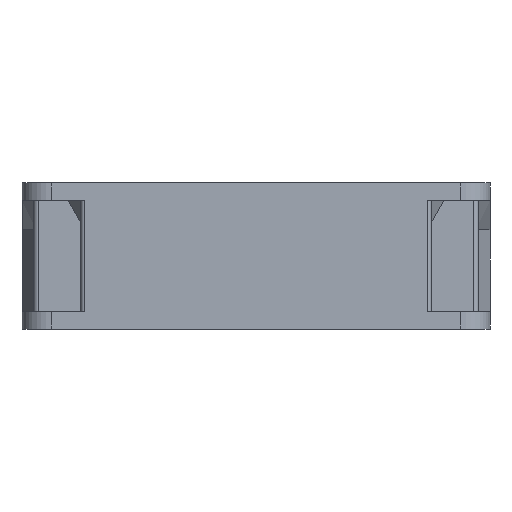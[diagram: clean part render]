
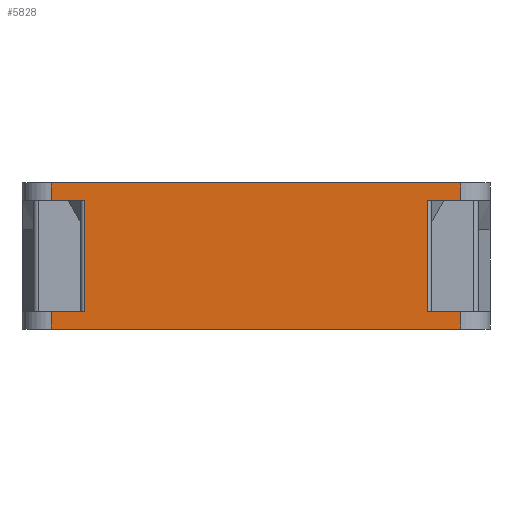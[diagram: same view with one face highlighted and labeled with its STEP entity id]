
A CAD part, left-side view. The second image highlights one B-rep face of the part: STEP entity #5828.
In plain terms, the highlighted planar face has unit normal (-1, 0, 0).
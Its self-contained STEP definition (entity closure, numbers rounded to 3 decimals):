
#441=PLANE('',#6317);
#615=FACE_OUTER_BOUND('',#950,.T.);
#950=EDGE_LOOP('',(#4050,#4051,#4052,#4053,#4054,#4055,#4056,#4057,#4058,
#4059,#4060,#4061));
#1356=LINE('',#8709,#1697);
#1357=LINE('',#8716,#1698);
#1358=LINE('',#8719,#1699);
#1359=LINE('',#8721,#1700);
#1360=LINE('',#8722,#1701);
#1361=LINE('',#8724,#1702);
#1362=LINE('',#8726,#1703);
#1363=LINE('',#8728,#1704);
#1364=LINE('',#8730,#1705);
#1365=LINE('',#8732,#1706);
#1366=LINE('',#8734,#1707);
#1367=LINE('',#8735,#1708);
#1697=VECTOR('',#7078,1000.);
#1698=VECTOR('',#7087,1000.);
#1699=VECTOR('',#7090,1000.);
#1700=VECTOR('',#7091,1000.);
#1701=VECTOR('',#7092,1000.);
#1702=VECTOR('',#7093,1000.);
#1703=VECTOR('',#7094,1000.);
#1704=VECTOR('',#7095,1000.);
#1705=VECTOR('',#7096,1000.);
#1706=VECTOR('',#7097,1000.);
#1707=VECTOR('',#7098,1000.);
#1708=VECTOR('',#7099,1000.);
#2446=VERTEX_POINT('',#8706);
#2447=VERTEX_POINT('',#8708);
#2448=VERTEX_POINT('',#8712);
#2449=VERTEX_POINT('',#8714);
#2450=VERTEX_POINT('',#8718);
#2451=VERTEX_POINT('',#8720);
#2452=VERTEX_POINT('',#8723);
#2453=VERTEX_POINT('',#8725);
#2454=VERTEX_POINT('',#8727);
#2455=VERTEX_POINT('',#8729);
#2456=VERTEX_POINT('',#8731);
#2457=VERTEX_POINT('',#8733);
#3083=EDGE_CURVE('',#2447,#2446,#1356,.T.);
#3087=EDGE_CURVE('',#2448,#2449,#1357,.T.);
#3088=EDGE_CURVE('',#2450,#2446,#1358,.T.);
#3089=EDGE_CURVE('',#2450,#2451,#1359,.T.);
#3090=EDGE_CURVE('',#2448,#2451,#1360,.T.);
#3091=EDGE_CURVE('',#2449,#2452,#1361,.T.);
#3092=EDGE_CURVE('',#2453,#2452,#1362,.T.);
#3093=EDGE_CURVE('',#2454,#2453,#1363,.T.);
#3094=EDGE_CURVE('',#2454,#2455,#1364,.T.);
#3095=EDGE_CURVE('',#2456,#2455,#1365,.T.);
#3096=EDGE_CURVE('',#2457,#2456,#1366,.T.);
#3097=EDGE_CURVE('',#2447,#2457,#1367,.T.);
#4050=ORIENTED_EDGE('',*,*,#3088,.F.);
#4051=ORIENTED_EDGE('',*,*,#3089,.T.);
#4052=ORIENTED_EDGE('',*,*,#3090,.F.);
#4053=ORIENTED_EDGE('',*,*,#3087,.T.);
#4054=ORIENTED_EDGE('',*,*,#3091,.T.);
#4055=ORIENTED_EDGE('',*,*,#3092,.F.);
#4056=ORIENTED_EDGE('',*,*,#3093,.F.);
#4057=ORIENTED_EDGE('',*,*,#3094,.T.);
#4058=ORIENTED_EDGE('',*,*,#3095,.F.);
#4059=ORIENTED_EDGE('',*,*,#3096,.F.);
#4060=ORIENTED_EDGE('',*,*,#3097,.F.);
#4061=ORIENTED_EDGE('',*,*,#3083,.T.);
#5828=ADVANCED_FACE('',(#615),#441,.F.);
#6317=AXIS2_PLACEMENT_3D('',#8717,#7088,#7089);
#7078=DIRECTION('',(0.,0.,-1.));
#7087=DIRECTION('',(0.,0.,-1.));
#7088=DIRECTION('center_axis',(1.,0.,0.));
#7089=DIRECTION('ref_axis',(0.,1.,0.));
#7090=DIRECTION('',(0.,1.,0.));
#7091=DIRECTION('',(0.,0.,-1.));
#7092=DIRECTION('',(0.,-1.,0.));
#7093=DIRECTION('',(0.,-1.,0.));
#7094=DIRECTION('',(0.,0.,-1.));
#7095=DIRECTION('',(0.,-1.,0.));
#7096=DIRECTION('',(0.,0.,1.));
#7097=DIRECTION('',(0.,1.,0.));
#7098=DIRECTION('',(0.,0.,-1.));
#7099=DIRECTION('',(0.,-1.,0.));
#8706=CARTESIAN_POINT('',(-40.,35.,9.5));
#8708=CARTESIAN_POINT('',(-40.,35.,12.5));
#8709=CARTESIAN_POINT('',(-40.,35.,12.5));
#8712=CARTESIAN_POINT('',(-40.,35.,-9.5));
#8714=CARTESIAN_POINT('',(-40.,35.,-12.5));
#8716=CARTESIAN_POINT('',(-40.,35.,12.5));
#8717=CARTESIAN_POINT('Origin',(-40.,35.,12.5));
#8718=CARTESIAN_POINT('',(-40.,29.25,9.5));
#8719=CARTESIAN_POINT('',(-40.,35.,9.5));
#8720=CARTESIAN_POINT('',(-40.,29.25,-9.5));
#8721=CARTESIAN_POINT('',(-40.,29.25,12.5));
#8722=CARTESIAN_POINT('',(-40.,35.,-9.5));
#8723=CARTESIAN_POINT('',(-40.,-35.,-12.5));
#8724=CARTESIAN_POINT('',(-40.,35.,-12.5));
#8725=CARTESIAN_POINT('',(-40.,-35.,-9.5));
#8726=CARTESIAN_POINT('',(-40.,-35.,12.5));
#8727=CARTESIAN_POINT('',(-40.,-29.25,-9.5));
#8728=CARTESIAN_POINT('',(-40.,35.,-9.5));
#8729=CARTESIAN_POINT('',(-40.,-29.25,9.5));
#8730=CARTESIAN_POINT('',(-40.,-29.25,9.5));
#8731=CARTESIAN_POINT('',(-40.,-35.,9.5));
#8732=CARTESIAN_POINT('',(-40.,35.,9.5));
#8733=CARTESIAN_POINT('',(-40.,-35.,12.5));
#8734=CARTESIAN_POINT('',(-40.,-35.,12.5));
#8735=CARTESIAN_POINT('',(-40.,35.,12.5));
